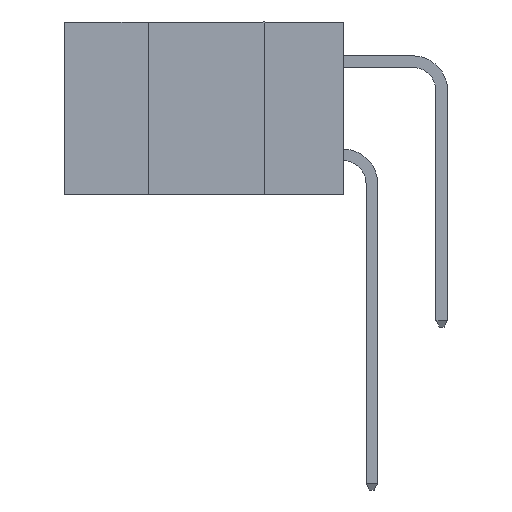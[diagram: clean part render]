
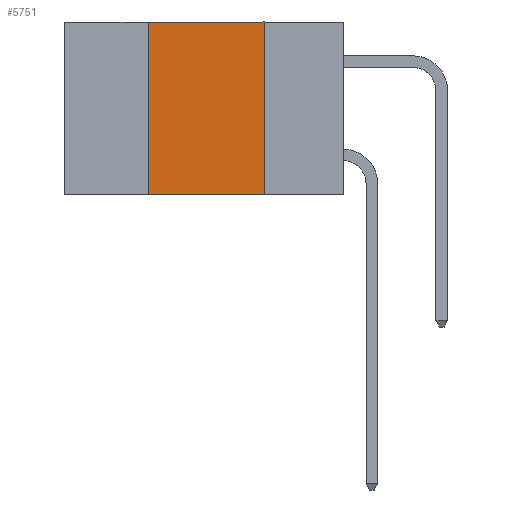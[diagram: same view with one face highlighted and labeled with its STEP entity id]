
A CAD part, left-side view. The second image highlights one B-rep face of the part: STEP entity #5751.
In plain terms, the highlighted planar face has unit normal (-1, 0, 0).
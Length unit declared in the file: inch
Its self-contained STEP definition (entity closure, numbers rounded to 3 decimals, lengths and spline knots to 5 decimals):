
#265 = DIRECTION ( 'NONE',  ( 0., 0., -1. ) ) ;
#279 = CARTESIAN_POINT ( 'NONE',  ( 0., 0.17, -0.37 ) ) ;
#343 = VERTEX_POINT ( 'NONE', #11405 ) ;
#924 = CARTESIAN_POINT ( 'NONE',  ( 0., 0.17, 0. ) ) ;
#946 = VERTEX_POINT ( 'NONE', #6109 ) ;
#2270 = LINE ( 'NONE', #279, #4659 ) ;
#2289 = VECTOR ( 'NONE', #9972, 39.37008 ) ;
#2610 = AXIS2_PLACEMENT_3D ( 'NONE', #9983, #9963, #9947 ) ;
#4268 = VERTEX_POINT ( 'NONE', #924 ) ;
#4277 = FACE_OUTER_BOUND ( 'NONE', #9074, .T. ) ;
#4657 = DIRECTION ( 'NONE',  ( 0., -1., 0. ) ) ;
#4659 = VECTOR ( 'NONE', #265, 39.37008 ) ;
#4708 = CARTESIAN_POINT ( 'NONE',  ( 0., 0.6, -0.37 ) ) ;
#5751 = ADVANCED_FACE ( 'NONE', ( #4277 ), #10197, .F. ) ;
#5825 = DIRECTION ( 'NONE',  ( 0., -1., 0. ) ) ;
#6049 = CARTESIAN_POINT ( 'NONE',  ( 0., 0.6, 0. ) ) ;
#6109 = CARTESIAN_POINT ( 'NONE',  ( 0., 0.42, -0.37 ) ) ;
#6130 = EDGE_CURVE ( 'NONE', #946, #7940, #13274, .T. ) ;
#7047 = LINE ( 'NONE', #6049, #12015 ) ;
#7096 = LINE ( 'NONE', #9979, #2289 ) ;
#7940 = VERTEX_POINT ( 'NONE', #12604 ) ;
#7957 = VECTOR ( 'NONE', #4657, 39.37008 ) ;
#8031 = ORIENTED_EDGE ( 'NONE', *, *, #9097, .F. ) ;
#8188 = EDGE_CURVE ( 'NONE', #946, #343, #7096, .T. ) ;
#9074 = EDGE_LOOP ( 'NONE', ( #8031, #10870, #11185, #11526 ) ) ;
#9097 = EDGE_CURVE ( 'NONE', #4268, #7940, #2270, .T. ) ;
#9947 = DIRECTION ( 'NONE',  ( 0., 0., -1. ) ) ;
#9963 = DIRECTION ( 'NONE',  ( 1., 0., 0. ) ) ;
#9972 = DIRECTION ( 'NONE',  ( 0., 0., 1. ) ) ;
#9979 = CARTESIAN_POINT ( 'NONE',  ( 0., 0.42, -0.37 ) ) ;
#9983 = CARTESIAN_POINT ( 'NONE',  ( 0., 0.6, 0. ) ) ;
#10197 = PLANE ( 'NONE',  #2610 ) ;
#10796 = EDGE_CURVE ( 'NONE', #343, #4268, #7047, .T. ) ;
#10870 = ORIENTED_EDGE ( 'NONE', *, *, #10796, .F. ) ;
#11185 = ORIENTED_EDGE ( 'NONE', *, *, #8188, .F. ) ;
#11405 = CARTESIAN_POINT ( 'NONE',  ( 0., 0.42, 0. ) ) ;
#11526 = ORIENTED_EDGE ( 'NONE', *, *, #6130, .T. ) ;
#12015 = VECTOR ( 'NONE', #5825, 39.37008 ) ;
#12604 = CARTESIAN_POINT ( 'NONE',  ( 0., 0.17, -0.37 ) ) ;
#13274 = LINE ( 'NONE', #4708, #7957 ) ;
